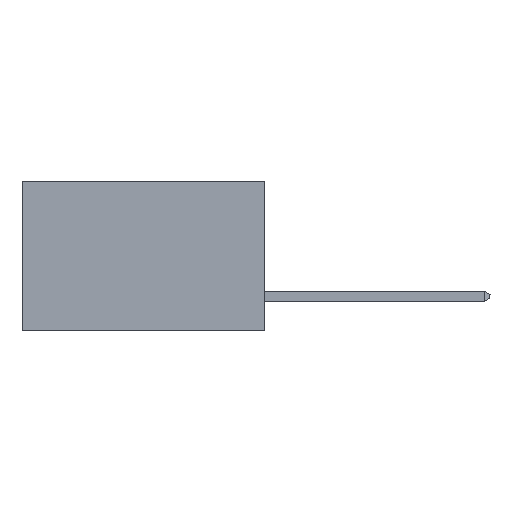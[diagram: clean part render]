
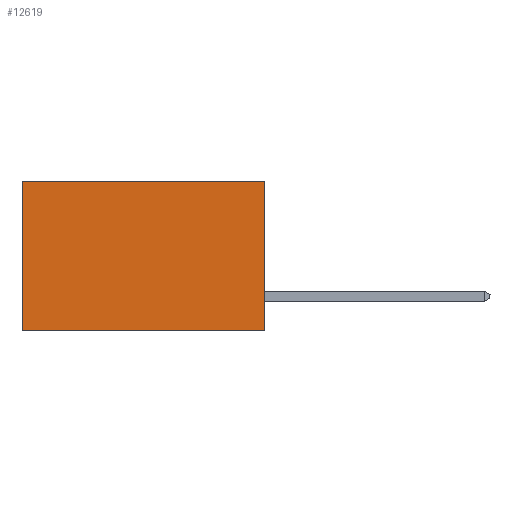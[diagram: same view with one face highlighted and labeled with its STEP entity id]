
A CAD part, left-side view. The second image highlights one B-rep face of the part: STEP entity #12619.
In plain terms, the highlighted planar face has unit normal (-1, 0, 0).
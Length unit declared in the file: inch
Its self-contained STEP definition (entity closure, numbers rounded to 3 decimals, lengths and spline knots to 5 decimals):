
#1748 = CARTESIAN_POINT ( 'NONE',  ( 0.2615, 0.6, -0.37 ) ) ;
#1891 = CARTESIAN_POINT ( 'NONE',  ( 0.2615, 0., -0.37 ) ) ;
#2104 = ORIENTED_EDGE ( 'NONE', *, *, #8393, .T. ) ;
#2337 = EDGE_CURVE ( 'NONE', #12316, #20947, #3405, .T. ) ;
#2599 = DIRECTION ( 'NONE',  ( 0., 1., 0. ) ) ;
#3345 = VERTEX_POINT ( 'NONE', #19736 ) ;
#3405 = LINE ( 'NONE', #1891, #10392 ) ;
#4456 = FACE_OUTER_BOUND ( 'NONE', #19304, .T. ) ;
#5477 = EDGE_CURVE ( 'NONE', #3345, #12316, #8142, .T. ) ;
#5927 = ORIENTED_EDGE ( 'NONE', *, *, #5477, .F. ) ;
#6213 = CARTESIAN_POINT ( 'NONE',  ( 0.2615, 0., 0. ) ) ;
#8142 = LINE ( 'NONE', #17489, #17299 ) ;
#8393 = EDGE_CURVE ( 'NONE', #17140, #20947, #16775, .T. ) ;
#8473 = EDGE_CURVE ( 'NONE', #3345, #17140, #9548, .T. ) ;
#9180 = CARTESIAN_POINT ( 'NONE',  ( 0.2615, 0., -0.37 ) ) ;
#9385 = DIRECTION ( 'NONE',  ( 0., 0., -1. ) ) ;
#9548 = LINE ( 'NONE', #6213, #10129 ) ;
#10129 = VECTOR ( 'NONE', #2599, 39.37008 ) ;
#10392 = VECTOR ( 'NONE', #16495, 39.37008 ) ;
#10967 = DIRECTION ( 'NONE',  ( 1., 0., 0. ) ) ;
#12299 = DIRECTION ( 'NONE',  ( 0., 0., -1. ) ) ;
#12316 = VERTEX_POINT ( 'NONE', #18008 ) ;
#12619 = ADVANCED_FACE ( 'NONE', ( #4456 ), #19065, .F. ) ;
#13540 = VECTOR ( 'NONE', #12299, 39.37008 ) ;
#14596 = ORIENTED_EDGE ( 'NONE', *, *, #2337, .F. ) ;
#15587 = CARTESIAN_POINT ( 'NONE',  ( 0.2615, 0.6, 0. ) ) ;
#16495 = DIRECTION ( 'NONE',  ( 0., 1., 0. ) ) ;
#16775 = LINE ( 'NONE', #18383, #13540 ) ;
#17140 = VERTEX_POINT ( 'NONE', #15587 ) ;
#17299 = VECTOR ( 'NONE', #20917, 39.37008 ) ;
#17489 = CARTESIAN_POINT ( 'NONE',  ( 0.2615, 0., -0.37 ) ) ;
#18008 = CARTESIAN_POINT ( 'NONE',  ( 0.2615, 0., -0.37 ) ) ;
#18383 = CARTESIAN_POINT ( 'NONE',  ( 0.2615, 0.6, -0.37 ) ) ;
#19065 = PLANE ( 'NONE',  #19597 ) ;
#19304 = EDGE_LOOP ( 'NONE', ( #2104, #14596, #5927, #19351 ) ) ;
#19351 = ORIENTED_EDGE ( 'NONE', *, *, #8473, .T. ) ;
#19597 = AXIS2_PLACEMENT_3D ( 'NONE', #9180, #10967, #9385 ) ;
#19736 = CARTESIAN_POINT ( 'NONE',  ( 0.2615, 0., 0. ) ) ;
#20917 = DIRECTION ( 'NONE',  ( 0., 0., -1. ) ) ;
#20947 = VERTEX_POINT ( 'NONE', #1748 ) ;
